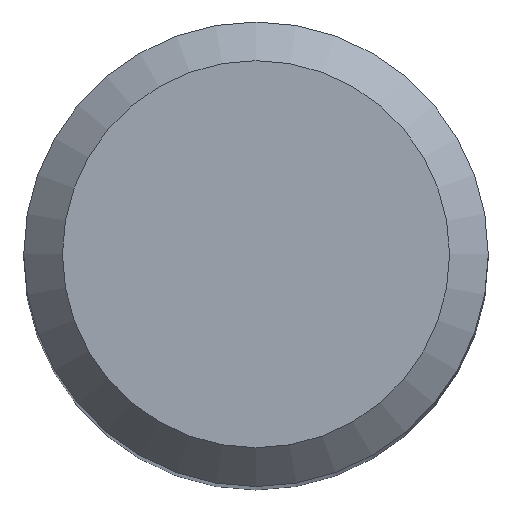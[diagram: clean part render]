
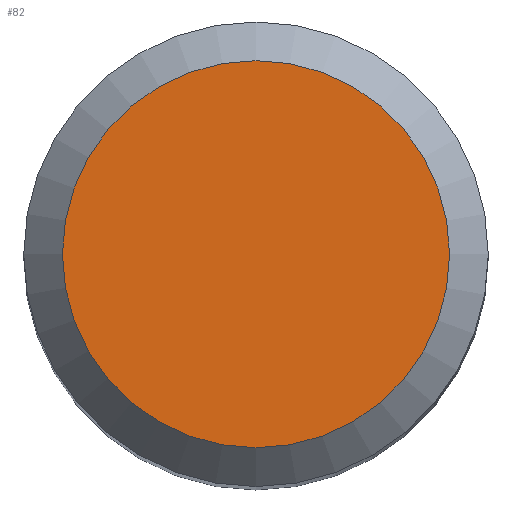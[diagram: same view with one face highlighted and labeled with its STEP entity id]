
A CAD part, top view. The second image highlights one B-rep face of the part: STEP entity #82.
In plain terms, the highlighted planar face has unit normal (0, 0, 1).
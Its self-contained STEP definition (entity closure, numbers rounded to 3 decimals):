
#55=PLANE('',#217);
#82=ADVANCED_FACE('',(#89),#55,.T.);
#89=FACE_OUTER_BOUND('',#103,.T.);
#103=EDGE_LOOP('',(#121));
#121=ORIENTED_EDGE('',*,*,#142,.F.);
#133=VERTEX_POINT('',#313);
#142=EDGE_CURVE('',#133,#133,#151,.T.);
#151=CIRCLE('',#216,2.5);
#216=AXIS2_PLACEMENT_3D('',#312,#259,#260);
#217=AXIS2_PLACEMENT_3D('',#314,#261,#262);
#259=DIRECTION('',(0.,0.,-1.));
#260=DIRECTION('',(-1.,0.,0.));
#261=DIRECTION('',(0.,0.,1.));
#262=DIRECTION('',(-1.,0.,0.));
#312=CARTESIAN_POINT('',(0.,0.,25.954));
#313=CARTESIAN_POINT('',(-2.5,0.,25.954));
#314=CARTESIAN_POINT('',(2.5,0.,25.954));
